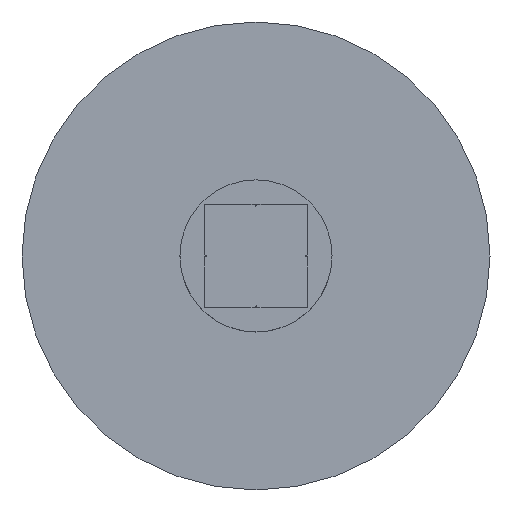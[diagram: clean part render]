
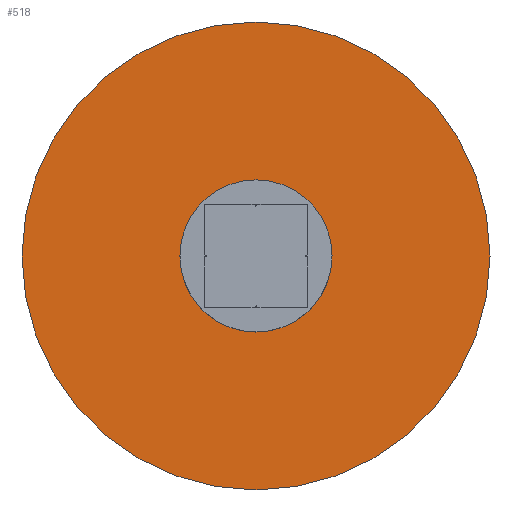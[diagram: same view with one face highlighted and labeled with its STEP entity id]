
A CAD part, top view. The second image highlights one B-rep face of the part: STEP entity #518.
In plain terms, the highlighted planar face has unit normal (0, 0, 1).
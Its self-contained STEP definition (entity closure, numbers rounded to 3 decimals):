
#28 = VERTEX_POINT ( 'NONE', #422 ) ;
#29 = CIRCLE ( 'NONE', #479, 10. ) ;
#35 = DIRECTION ( 'NONE',  ( 1., 0., 0. ) ) ;
#39 = DIRECTION ( 'NONE',  ( 0., 0., 1. ) ) ;
#43 = DIRECTION ( 'NONE',  ( 1., 0., 0. ) ) ;
#87 = ORIENTED_EDGE ( 'NONE', *, *, #504, .F. ) ;
#188 = ORIENTED_EDGE ( 'NONE', *, *, #584, .T. ) ;
#224 = FACE_BOUND ( 'NONE', #459, .T. ) ;
#229 = CARTESIAN_POINT ( 'NONE',  ( -3.25, 0., 3. ) ) ;
#267 = DIRECTION ( 'NONE',  ( 1., 0., 0. ) ) ;
#280 = CIRCLE ( 'NONE', #326, 10. ) ;
#284 = EDGE_LOOP ( 'NONE', ( #188, #740 ) ) ;
#313 = VERTEX_POINT ( 'NONE', #333 ) ;
#326 = AXIS2_PLACEMENT_3D ( 'NONE', #338, #39, #35 ) ;
#333 = CARTESIAN_POINT ( 'NONE',  ( 10., 0., 3. ) ) ;
#338 = CARTESIAN_POINT ( 'NONE',  ( 0., 0., 3. ) ) ;
#340 = CARTESIAN_POINT ( 'NONE',  ( 0., 0., 3. ) ) ;
#341 = EDGE_CURVE ( 'NONE', #28, #313, #29, .T. ) ;
#353 = EDGE_CURVE ( 'NONE', #488, #467, #677, .T. ) ;
#381 = AXIS2_PLACEMENT_3D ( 'NONE', #461, #450, #474 ) ;
#391 = DIRECTION ( 'NONE',  ( 0., 0., 1. ) ) ;
#395 = DIRECTION ( 'NONE',  ( 1., 0., 0. ) ) ;
#398 = DIRECTION ( 'NONE',  ( 0., 0., 1. ) ) ;
#414 = AXIS2_PLACEMENT_3D ( 'NONE', #676, #391, #395 ) ;
#422 = CARTESIAN_POINT ( 'NONE',  ( -10., 0., 3. ) ) ;
#450 = DIRECTION ( 'NONE',  ( 0., 0., 1. ) ) ;
#456 = CARTESIAN_POINT ( 'NONE',  ( 0., 0., 3. ) ) ;
#459 = EDGE_LOOP ( 'NONE', ( #751, #87 ) ) ;
#460 = CARTESIAN_POINT ( 'NONE',  ( 3.25, 0., 3. ) ) ;
#461 = CARTESIAN_POINT ( 'NONE',  ( 0., 0., 3. ) ) ;
#467 = VERTEX_POINT ( 'NONE', #460 ) ;
#471 = PLANE ( 'NONE',  #381 ) ;
#472 = AXIS2_PLACEMENT_3D ( 'NONE', #456, #702, #267 ) ;
#474 = DIRECTION ( 'NONE',  ( 1., 0., 0. ) ) ;
#479 = AXIS2_PLACEMENT_3D ( 'NONE', #340, #398, #43 ) ;
#488 = VERTEX_POINT ( 'NONE', #229 ) ;
#491 = CIRCLE ( 'NONE', #414, 3.25 ) ;
#504 = EDGE_CURVE ( 'NONE', #467, #488, #491, .T. ) ;
#518 = ADVANCED_FACE ( 'NONE', ( #555, #224 ), #471, .T. ) ;
#555 = FACE_OUTER_BOUND ( 'NONE', #284, .T. ) ;
#584 = EDGE_CURVE ( 'NONE', #313, #28, #280, .T. ) ;
#676 = CARTESIAN_POINT ( 'NONE',  ( 0., 0., 3. ) ) ;
#677 = CIRCLE ( 'NONE', #472, 3.25 ) ;
#702 = DIRECTION ( 'NONE',  ( 0., 0., 1. ) ) ;
#740 = ORIENTED_EDGE ( 'NONE', *, *, #341, .T. ) ;
#751 = ORIENTED_EDGE ( 'NONE', *, *, #353, .F. ) ;
